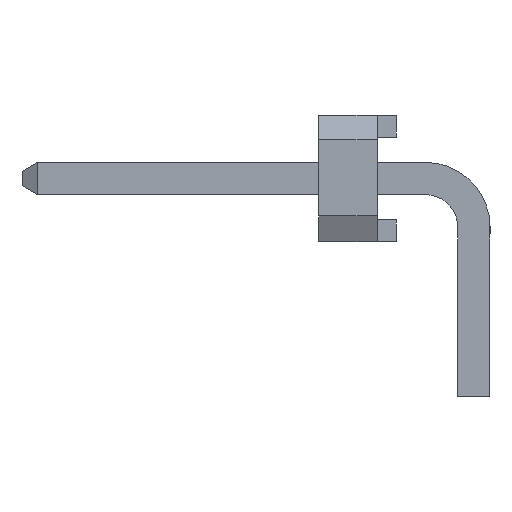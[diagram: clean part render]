
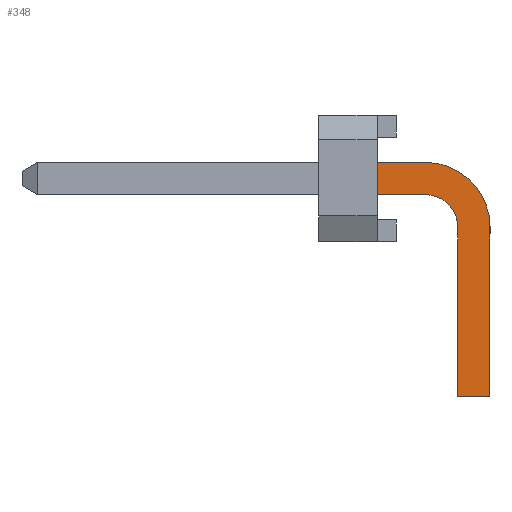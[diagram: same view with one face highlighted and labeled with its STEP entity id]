
A CAD part, left-side view. The second image highlights one B-rep face of the part: STEP entity #348.
In plain terms, the highlighted planar face has unit normal (-1, 0, 0).
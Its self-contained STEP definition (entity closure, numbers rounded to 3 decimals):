
#70=CARTESIAN_POINT('',(-6.668,0.952,1.562));
#71=VERTEX_POINT('',#70);
#72=CARTESIAN_POINT('',(-6.668,-0.318,0.292));
#73=VERTEX_POINT('',#72);
#74=CARTESIAN_POINT('',(-6.667,0.952,0.292));
#75=DIRECTION('',(1.0,0.,0.));
#76=DIRECTION('',(0.,-0.707,0.707));
#77=AXIS2_PLACEMENT_3D('',#74,#75,#76);
#78=CIRCLE('',#77,1.27);
#79=EDGE_CURVE('',#71,#73,#78,.T.);
#112=CARTESIAN_POINT('',(-6.668,-0.318,-3.048));
#113=VERTEX_POINT('',#112);
#114=CARTESIAN_POINT('',(-6.667,-0.318,0.292));
#115=DIRECTION('',(0.0,0.0,-1.0));
#116=VECTOR('',#115,3.34);
#117=LINE('',#114,#116);
#118=EDGE_CURVE('',#73,#113,#117,.T.);
#143=CARTESIAN_POINT('',(-6.668,0.318,-3.048));
#144=VERTEX_POINT('',#143);
#145=CARTESIAN_POINT('',(-6.667,-0.318,-3.048));
#146=DIRECTION('',(0.0,1.0,0.0));
#147=VECTOR('',#146,0.635);
#148=LINE('',#145,#147);
#149=EDGE_CURVE('',#113,#144,#148,.T.);
#174=CARTESIAN_POINT('',(-6.668,0.317,0.292));
#175=VERTEX_POINT('',#174);
#176=CARTESIAN_POINT('',(-6.667,0.318,-3.048));
#177=DIRECTION('',(0.0,0.0,1.0));
#178=VECTOR('',#177,3.34);
#179=LINE('',#176,#178);
#180=EDGE_CURVE('',#144,#175,#179,.T.);
#205=CARTESIAN_POINT('',(-6.668,0.952,0.927));
#206=VERTEX_POINT('',#205);
#207=CARTESIAN_POINT('',(-6.667,0.952,0.292));
#208=DIRECTION('',(-1.0,0.,0.));
#209=DIRECTION('',(0.,-0.707,0.707));
#210=AXIS2_PLACEMENT_3D('',#207,#208,#209);
#211=CIRCLE('',#210,0.635);
#212=EDGE_CURVE('',#175,#206,#211,.T.);
#238=CARTESIAN_POINT('',(-6.668,1.905,0.927));
#239=VERTEX_POINT('',#238);
#240=CARTESIAN_POINT('',(-6.667,0.952,0.927));
#241=DIRECTION('',(0.0,1.0,0.0));
#242=VECTOR('',#241,0.953);
#243=LINE('',#240,#242);
#244=EDGE_CURVE('',#206,#239,#243,.T.);
#269=CARTESIAN_POINT('',(-6.668,1.905,1.562));
#270=VERTEX_POINT('',#269);
#271=CARTESIAN_POINT('',(-6.667,1.905,0.927));
#272=DIRECTION('',(0.0,0.0,1.0));
#273=VECTOR('',#272,0.635);
#274=LINE('',#271,#273);
#275=EDGE_CURVE('',#239,#270,#274,.T.);
#300=CARTESIAN_POINT('',(-6.667,1.905,1.562));
#301=DIRECTION('',(0.0,-1.0,0.0));
#302=VECTOR('',#301,0.953);
#303=LINE('',#300,#302);
#304=EDGE_CURVE('',#270,#71,#303,.T.);
#333=CARTESIAN_POINT('',(-6.668,0.374,-0.4));
#334=DIRECTION('',(-1.0,0.0,0.0));
#335=DIRECTION('',(0.0,0.0,-1.0));
#336=AXIS2_PLACEMENT_3D('',#333,#334,#335);
#337=PLANE('',#336);
#338=ORIENTED_EDGE('',*,*,#79,.F.);
#339=ORIENTED_EDGE('',*,*,#304,.F.);
#340=ORIENTED_EDGE('',*,*,#275,.F.);
#341=ORIENTED_EDGE('',*,*,#244,.F.);
#342=ORIENTED_EDGE('',*,*,#212,.F.);
#343=ORIENTED_EDGE('',*,*,#180,.F.);
#344=ORIENTED_EDGE('',*,*,#149,.F.);
#345=ORIENTED_EDGE('',*,*,#118,.F.);
#346=EDGE_LOOP('',(#338,#339,#340,#341,#342,#343,#344,#345));
#347=FACE_OUTER_BOUND('',#346,.T.);
#348=ADVANCED_FACE('',(#347),#337,.T.);
